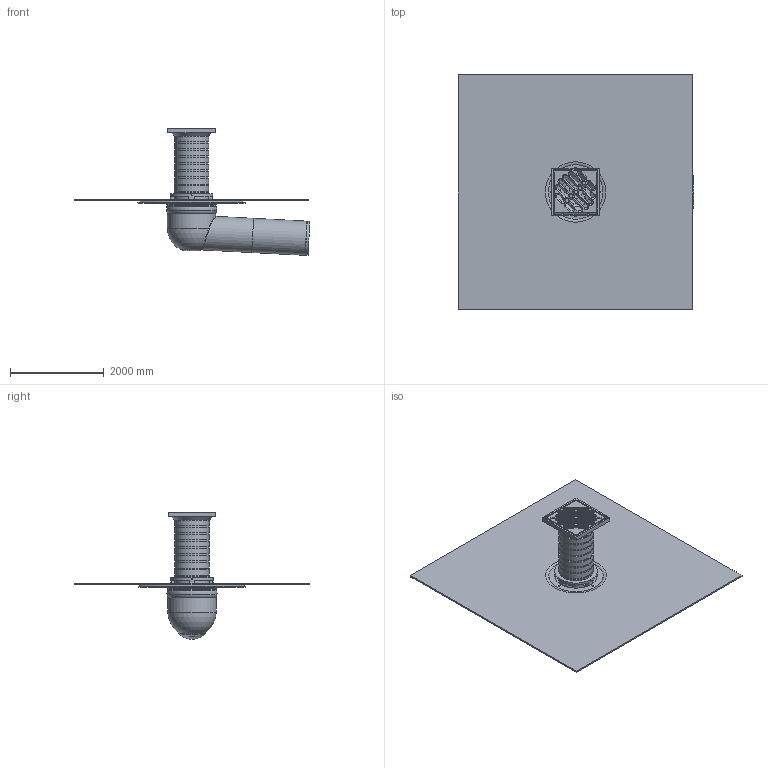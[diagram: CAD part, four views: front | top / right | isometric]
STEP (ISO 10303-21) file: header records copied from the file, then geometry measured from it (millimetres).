
FILE_DESCRIPTION(/* description */ (''),/* implementation_level */ '2;1');
FILE_NAME(/* name */ '15472.070X_3D.stp',/* time_stamp */ '2024-12-12T06:53:39+01:00',/* author */ ('CAD'),/* organization */ (''),/* preprocessor_version */ 'ST-DEVELOPER v20',/* originating_system */ 'AutoCAD Mechanical',/* authorisation */ '');
FILE_SCHEMA (('AUTOMOTIVE_DESIGN { 1 0 10303 214 3 1 1 }'));
Length unit declared in the file: centimetre
Products named in the file (2): Product; *S0
Assembly tree (1 placements, depth 2):
  Product
    *S0
Bounding box: 5018.83 x 5000 x 2698.98 mm (x, y, z)
Volume: 1135129292.7 mm3; surface area: 88000257 mm2
Topology: 10 solids, 10 shells, 505 faces, 1209 edges, 761 vertices
Faces by surface type: cylinder 183, plane 173, torus 91, cone 37, sphere 18, bspline 3
Full cylindrical faces by diameter (mm): 20 x8, 35 x2, 85 x2, 698 x2, 720 x8, 730 x12, 736 x1, 770 x1, 810 x1, 885 x1, 900 x1, 901 x1, 905 x1, 953.818 x1, 965 x2, 980 x1, 1000 x1, 1030 x1
Entity records: 16254 total; most frequent: CARTESIAN_POINT 3922, DIRECTION 2770, ORIENTED_EDGE 2414, EDGE_CURVE 1207, AXIS2_PLACEMENT_3D 1120, VERTEX_POINT 757, CIRCLE 614, EDGE_LOOP 598
